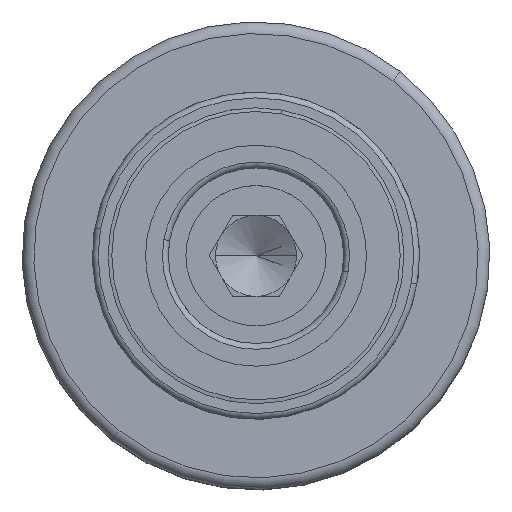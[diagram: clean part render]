
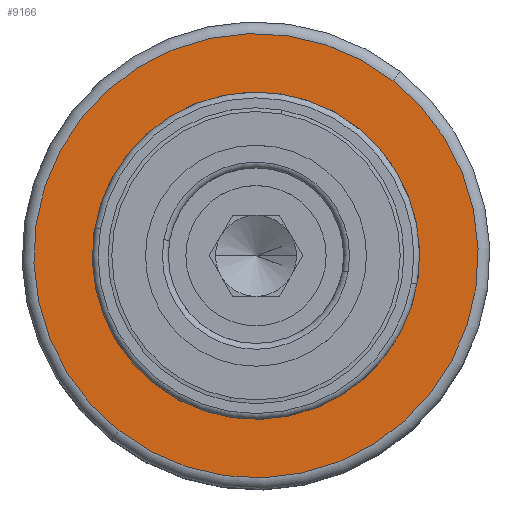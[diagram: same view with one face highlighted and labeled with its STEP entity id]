
A CAD part, top view. The second image highlights one B-rep face of the part: STEP entity #9166.
In plain terms, the highlighted planar face has unit normal (0, 0, 1).
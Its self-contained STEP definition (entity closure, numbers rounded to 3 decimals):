
#1748 = EDGE_LOOP ( 'NONE', ( #2146, #2405 ) ) ;
#1752 = EDGE_LOOP ( 'NONE', ( #2387, #2167 ) ) ;
#2146 = ORIENTED_EDGE ( 'NONE', *, *, #9311, .T. ) ;
#2167 = ORIENTED_EDGE ( 'NONE', *, *, #9316, .T. ) ;
#2281 = VERTEX_POINT ( 'NONE', #3223 ) ;
#2387 = ORIENTED_EDGE ( 'NONE', *, *, #9319, .T. ) ;
#2405 = ORIENTED_EDGE ( 'NONE', *, *, #8955, .T. ) ;
#2471 = VERTEX_POINT ( 'NONE', #3158 ) ;
#2494 = VERTEX_POINT ( 'NONE', #3148 ) ;
#2508 = VERTEX_POINT ( 'NONE', #3141 ) ;
#3141 = CARTESIAN_POINT ( 'NONE',  ( 6.591, 18.993, 58. ) ) ;
#3148 = CARTESIAN_POINT ( 'NONE',  ( 5.897, -4.597, 58. ) ) ;
#3158 = CARTESIAN_POINT ( 'NONE',  ( -16.84, -10.923, 58. ) ) ;
#3223 = CARTESIAN_POINT ( 'NONE',  ( -16.146, 12.668, 58. ) ) ;
#5100 = AXIS2_PLACEMENT_3D ( 'NONE', #21488, #21489, #21490 ) ;
#5649 = AXIS2_PLACEMENT_3D ( 'NONE', #23446, #23447, #23448 ) ;
#5659 = AXIS2_PLACEMENT_3D ( 'NONE', #23489, #23490, #23491 ) ;
#5661 = AXIS2_PLACEMENT_3D ( 'NONE', #23471, #23472, #23473 ) ;
#8955 = EDGE_CURVE ( 'NONE', #2494, #2281, #14225, .T. ) ;
#9166 = ADVANCED_FACE ( 'NONE', ( #14595, #14600 ), #22417, .T. ) ;
#9311 = EDGE_CURVE ( 'NONE', #2281, #2494, #22892, .T. ) ;
#9316 = EDGE_CURVE ( 'NONE', #2471, #2508, #22897, .T. ) ;
#9319 = EDGE_CURVE ( 'NONE', #2508, #2471, #22899, .T. ) ;
#14225 = CIRCLE ( 'NONE', #5100, 14. ) ;
#14595 = FACE_BOUND ( 'NONE', #1748, .T. ) ;
#14600 = FACE_OUTER_BOUND ( 'NONE', #1752, .T. ) ;
#14603 = AXIS2_PLACEMENT_3D ( 'NONE', #22418, #22419, #22420 ) ;
#21488 = CARTESIAN_POINT ( 'NONE',  ( -5.125, 4.035, 58. ) ) ;
#21489 = DIRECTION ( 'NONE',  ( 0., 0., -1. ) ) ;
#21490 = DIRECTION ( 'NONE',  ( -0.787, 0.617, 0. ) ) ;
#22417 = PLANE ( 'NONE',  #14603 ) ;
#22418 = CARTESIAN_POINT ( 'NONE',  ( -8.109, 0.225, 58. ) ) ;
#22419 = DIRECTION ( 'NONE',  ( 0., 0., 1. ) ) ;
#22420 = DIRECTION ( 'NONE',  ( 0.787, -0.617, 0. ) ) ;
#22892 = CIRCLE ( 'NONE', #5649, 14. ) ;
#22897 = CIRCLE ( 'NONE', #5661, 19. ) ;
#22899 = CIRCLE ( 'NONE', #5659, 19. ) ;
#23446 = CARTESIAN_POINT ( 'NONE',  ( -5.125, 4.035, 58. ) ) ;
#23447 = DIRECTION ( 'NONE',  ( 0., 0., -1. ) ) ;
#23448 = DIRECTION ( 'NONE',  ( -0.787, 0.617, 0. ) ) ;
#23471 = CARTESIAN_POINT ( 'NONE',  ( -5.125, 4.035, 58. ) ) ;
#23472 = DIRECTION ( 'NONE',  ( 0., 0., 1. ) ) ;
#23473 = DIRECTION ( 'NONE',  ( 0.617, 0.787, 0. ) ) ;
#23489 = CARTESIAN_POINT ( 'NONE',  ( -5.125, 4.035, 58. ) ) ;
#23490 = DIRECTION ( 'NONE',  ( 0., 0., 1. ) ) ;
#23491 = DIRECTION ( 'NONE',  ( 0.617, 0.787, 0. ) ) ;
